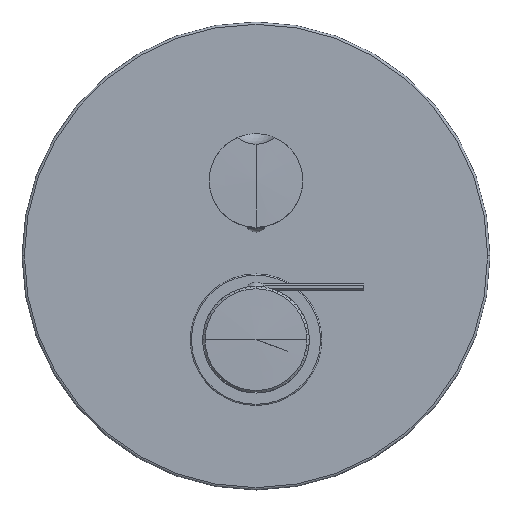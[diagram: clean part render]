
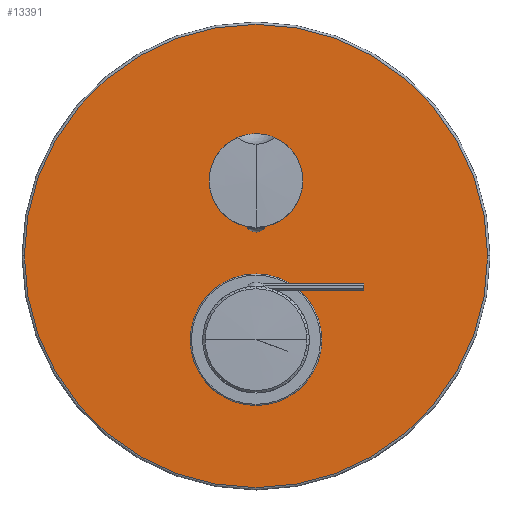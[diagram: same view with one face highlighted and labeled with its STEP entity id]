
A CAD part, top view. The second image highlights one B-rep face of the part: STEP entity #13391.
In plain terms, the highlighted face is planar.
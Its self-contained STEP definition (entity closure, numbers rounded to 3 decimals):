
#13103=CARTESIAN_POINT('',(0.,8.,0.));
#13104=DIRECTION('',(0.,1.,0.));
#13105=DIRECTION('',(1.,0.,0.));
#13106=AXIS2_PLACEMENT_3D('',#13103,#13104,#13105);
#13111=CARTESIAN_POINT('',(0.,8.,0.));
#13112=DIRECTION('',(0.,1.,0.));
#13113=DIRECTION('',(-1.,0.,0.));
#13114=AXIS2_PLACEMENT_3D('',#13111,#13112,#13113);
#13119=CARTESIAN_POINT('',(0.,8.,35.8));
#13120=DIRECTION('',(0.,1.,0.));
#13121=DIRECTION('',(1.,0.,0.));
#13122=AXIS2_PLACEMENT_3D('',#13119,#13120,#13121);
#13127=CARTESIAN_POINT('',(0.,8.,35.8));
#13128=DIRECTION('',(0.,1.,0.));
#13129=DIRECTION('',(-1.,0.,0.));
#13130=AXIS2_PLACEMENT_3D('',#13127,#13128,#13129);
#13135=CARTESIAN_POINT('',(0.,8.,-32.2));
#13136=DIRECTION('',(0.,1.,0.));
#13137=DIRECTION('',(1.,0.,0.));
#13138=AXIS2_PLACEMENT_3D('',#13135,#13136,#13137);
#13143=CARTESIAN_POINT('',(0.,8.,-32.2));
#13144=DIRECTION('',(0.,1.,0.));
#13145=DIRECTION('',(-1.,0.,0.));
#13146=AXIS2_PLACEMENT_3D('',#13143,#13144,#13145);
#13211=CARTESIAN_POINT('',(99.,8.,0.));
#13212=CARTESIAN_POINT('',(-99.,8.,0.));
#13213=VERTEX_POINT('',#13211);
#13214=VERTEX_POINT('',#13212);
#13231=CARTESIAN_POINT('',(25.,8.,35.8));
#13232=CARTESIAN_POINT('',(-25.,8.,35.8));
#13233=VERTEX_POINT('',#13231);
#13234=VERTEX_POINT('',#13232);
#13239=CARTESIAN_POINT('',(11.5,8.,-32.2));
#13240=CARTESIAN_POINT('',(-11.5,8.,-32.2));
#13241=VERTEX_POINT('',#13239);
#13242=VERTEX_POINT('',#13240);
#13369=CARTESIAN_POINT('',(0.,8.,0.));
#13370=DIRECTION('',(0.,-1.,0.));
#13371=DIRECTION('',(-1.,0.,0.));
#13372=AXIS2_PLACEMENT_3D('',#13369,#13370,#13371);
#13373=PLANE('',#13372);
#13374=ORIENTED_EDGE('',*,*,#13359,.F.);
#13376=ORIENTED_EDGE('',*,*,#13375,.F.);
#13377=EDGE_LOOP('',(#13374,#13376));
#13378=FACE_OUTER_BOUND('',#13377,.F.);
#13380=ORIENTED_EDGE('',*,*,#13379,.T.);
#13382=ORIENTED_EDGE('',*,*,#13381,.T.);
#13383=EDGE_LOOP('',(#13380,#13382));
#13384=FACE_BOUND('',#13383,.F.);
#13386=ORIENTED_EDGE('',*,*,#13385,.T.);
#13388=ORIENTED_EDGE('',*,*,#13387,.T.);
#13389=EDGE_LOOP('',(#13386,#13388));
#13390=FACE_BOUND('',#13389,.F.);
#13391=ADVANCED_FACE('',(#13378,#13384,#13390),#13373,.F.);
#13107=CIRCLE('',#13106,99.);
#13115=CIRCLE('',#13114,99.);
#13123=CIRCLE('',#13122,25.);
#13131=CIRCLE('',#13130,25.);
#13139=CIRCLE('',#13138,11.5);
#13147=CIRCLE('',#13146,11.5);
#13359=EDGE_CURVE('',#13213,#13214,#13107,.T.);
#13375=EDGE_CURVE('',#13214,#13213,#13115,.T.);
#13379=EDGE_CURVE('',#13233,#13234,#13123,.T.);
#13381=EDGE_CURVE('',#13234,#13233,#13131,.T.);
#13385=EDGE_CURVE('',#13241,#13242,#13139,.T.);
#13387=EDGE_CURVE('',#13242,#13241,#13147,.T.);
